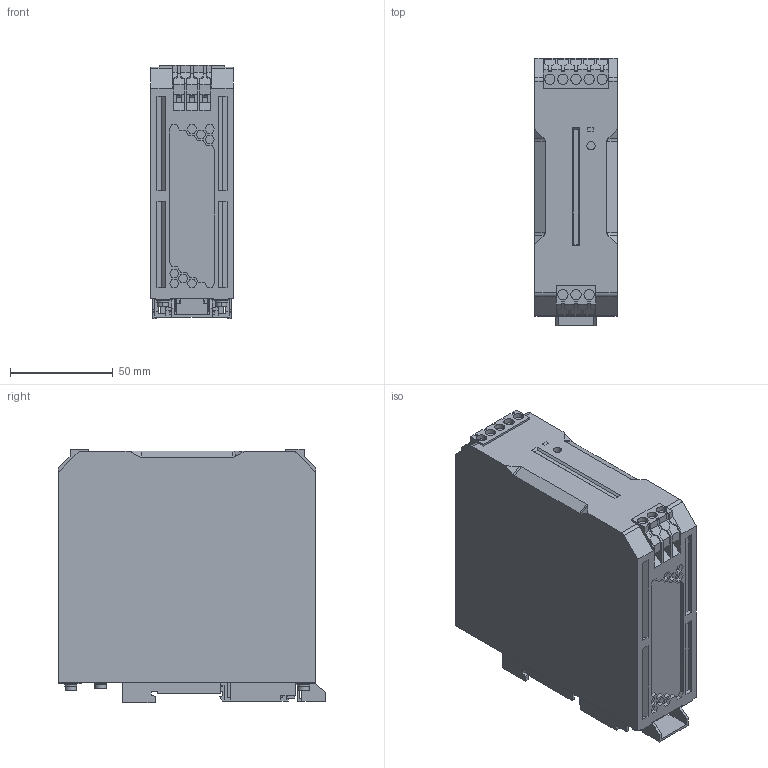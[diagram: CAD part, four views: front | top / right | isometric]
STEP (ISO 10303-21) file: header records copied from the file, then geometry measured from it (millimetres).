
FILE_DESCRIPTION (( 'STEP AP203' ), '1' );
FILE_NAME ('S8VK_C12024.STEP', '2013-07-23T23:56:13', ( '' ), ( '' ), 'SwSTEP 2.0', 'SolidWorks 2011', '' );
FILE_SCHEMA (( 'CONFIG_CONTROL_DESIGN' ));
Length unit declared in the file: millimetre
Products named in the file (3): S8VK_C12024; S8VK_C12024_SLIDE_Default; S8VK_C12024_BASE_Default
Assembly tree (2 placements, depth 2):
  S8VK_C12024
    S8VK_C12024_SLIDE_Default
    S8VK_C12024_BASE_Default
Bounding box: 40 x 129.7 x 123.2 mm (x, y, z)
Volume: 555798.8 mm3; surface area: 59335.1 mm2
Topology: 2 solids, 2 shells, 668 faces, 1834 edges, 1222 vertices
Faces by surface type: plane 600, cylinder 68
Entity records: 21195 total; most frequent: CARTESIAN_POINT 3753, ORIENTED_EDGE 3668, DIRECTION 3300, EDGE_CURVE 1834, VECTOR 1698, LINE 1698, VERTEX_POINT 1222, AXIS2_PLACEMENT_3D 801
